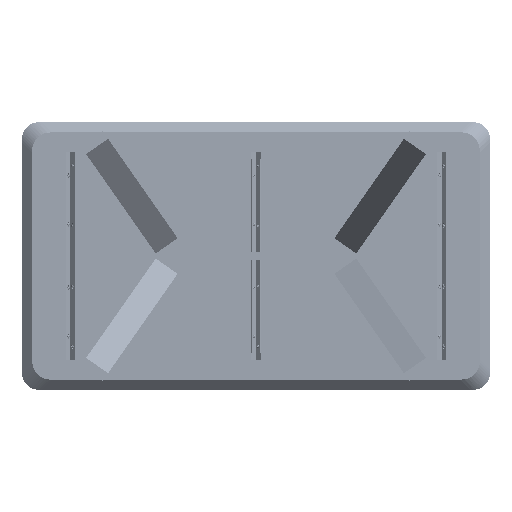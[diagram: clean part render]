
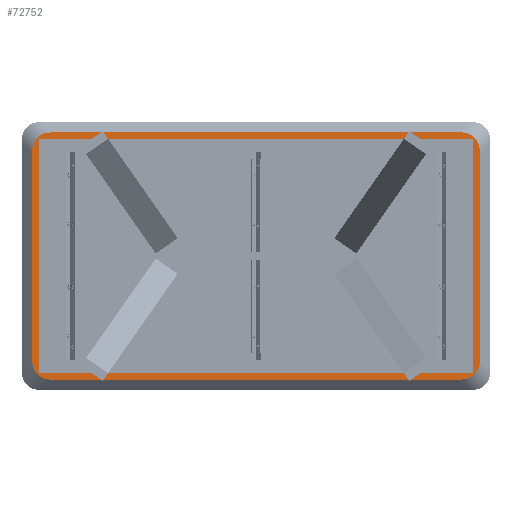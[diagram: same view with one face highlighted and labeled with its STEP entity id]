
A CAD part, front view. The second image highlights one B-rep face of the part: STEP entity #72752.
In plain terms, the highlighted planar face has unit normal (0, -1, 0).
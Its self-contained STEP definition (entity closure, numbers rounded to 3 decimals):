
#1128 = CARTESIAN_POINT ( 'NONE',  ( -656.371, 118.655, 208.151 ) ) ;
#1815 = EDGE_CURVE ( 'NONE', #63966, #17249, #14556, .T. ) ;
#2489 = VERTEX_POINT ( 'NONE', #66823 ) ;
#3150 = EDGE_CURVE ( 'NONE', #127912, #63966, #43544, .T. ) ;
#3211 = CARTESIAN_POINT ( 'NONE',  ( 13.629, 118.655, -471.391 ) ) ;
#3394 = ORIENTED_EDGE ( 'NONE', *, *, #35584, .T. ) ;
#6256 = CARTESIAN_POINT ( 'NONE',  ( -634.242, 118.655, -471.391 ) ) ;
#6882 = ORIENTED_EDGE ( 'NONE', *, *, #50320, .F. ) ;
#7905 = ORIENTED_EDGE ( 'NONE', *, *, #3150, .T. ) ;
#8994 = EDGE_CURVE ( 'NONE', #2489, #51888, #60321, .T. ) ;
#9413 = CARTESIAN_POINT ( 'NONE',  ( 683.629, 118.655, -449.262 ) ) ;
#10185 = ORIENTED_EDGE ( 'NONE', *, *, #129006, .F. ) ;
#10686 =( BOUNDED_CURVE ( )  B_SPLINE_CURVE ( 3, ( #15678, #66097, #6256, #25793 ),
 .UNSPECIFIED., .F., .T. ) 
 B_SPLINE_CURVE_WITH_KNOTS ( ( 4, 4 ),
 ( 2.618, 3.665 ),
 .UNSPECIFIED. ) 
 CURVE ( )  GEOMETRIC_REPRESENTATION_ITEM ( )  RATIONAL_B_SPLINE_CURVE ( ( 1., 0.911, 0.911, 1. ) ) 
 REPRESENTATION_ITEM ( '' )  );
#12468 = DIRECTION ( 'NONE',  ( 0., 0., 1. ) ) ;
#13047 = ORIENTED_EDGE ( 'NONE', *, *, #44867, .T. ) ;
#13401 = EDGE_CURVE ( 'NONE', #68702, #47572, #107337, .T. ) ;
#14058 = DIRECTION ( 'NONE',  ( 1., 0., 0. ) ) ;
#14556 =( BOUNDED_CURVE ( )  B_SPLINE_CURVE ( 3, ( #101492, #22013, #9413, #95216 ),
 .UNSPECIFIED., .F., .T. ) 
 B_SPLINE_CURVE_WITH_KNOTS ( ( 4, 4 ),
 ( 2.618, 3.665 ),
 .UNSPECIFIED. ) 
 CURVE ( )  GEOMETRIC_REPRESENTATION_ITEM ( )  RATIONAL_B_SPLINE_CURVE ( ( 1., 0.911, 0.911, 1. ) ) 
 REPRESENTATION_ITEM ( '' )  );
#15678 = CARTESIAN_POINT ( 'NONE',  ( -656.371, 118.655, -410.934 ) ) ;
#17086 = CARTESIAN_POINT ( 'NONE',  ( -636.371, 118.655, -451.391 ) ) ;
#17249 = VERTEX_POINT ( 'NONE', #106654 ) ;
#18139 = EDGE_CURVE ( 'NONE', #17249, #2489, #77266, .T. ) ;
#20874 = AXIS2_PLACEMENT_3D ( 'NONE', #95772, #75613, #12468 ) ;
#21214 = ORIENTED_EDGE ( 'NONE', *, *, #62284, .T. ) ;
#22013 = CARTESIAN_POINT ( 'NONE',  ( 661.499, 118.655, -471.391 ) ) ;
#22549 = FACE_BOUND ( 'NONE', #116178, .T. ) ;
#23467 = VECTOR ( 'NONE', #44866, 1000. ) ;
#24351 = VERTEX_POINT ( 'NONE', #53630 ) ;
#25227 = PLANE ( 'NONE',  #20874 ) ;
#25793 = CARTESIAN_POINT ( 'NONE',  ( -595.914, 118.655, -471.391 ) ) ;
#26192 = DIRECTION ( 'NONE',  ( 0., 0., 1. ) ) ;
#29868 = VERTEX_POINT ( 'NONE', #1128 ) ;
#33259 =( BOUNDED_CURVE ( )  B_SPLINE_CURVE ( 3, ( #68469, #46360, #100048, #87346 ),
 .UNSPECIFIED., .F., .F. ) 
 B_SPLINE_CURVE_WITH_KNOTS ( ( 4, 4 ),
 ( 5.76, 6.807 ),
 .UNSPECIFIED. ) 
 CURVE ( )  GEOMETRIC_REPRESENTATION_ITEM ( )  RATIONAL_B_SPLINE_CURVE ( ( 1., 0.911, 0.911, 1. ) ) 
 REPRESENTATION_ITEM ( '' )  );
#34351 = CARTESIAN_POINT ( 'NONE',  ( 623.171, 118.655, 268.609 ) ) ;
#35306 = DIRECTION ( 'NONE',  ( 0., 0., 1. ) ) ;
#35584 = EDGE_CURVE ( 'NONE', #120742, #127912, #10686, .T. ) ;
#36937 = CARTESIAN_POINT ( 'NONE',  ( 683.629, 118.655, -101.391 ) ) ;
#38269 = CARTESIAN_POINT ( 'NONE',  ( 663.629, 118.655, 248.609 ) ) ;
#41330 = VERTEX_POINT ( 'NONE', #52566 ) ;
#41950 = CARTESIAN_POINT ( 'NONE',  ( -656.371, 118.655, -501.391 ) ) ;
#43544 = LINE ( 'NONE', #3211, #99852 ) ;
#44355 = CARTESIAN_POINT ( 'NONE',  ( 623.171, 118.655, 268.609 ) ) ;
#44867 = EDGE_CURVE ( 'NONE', #29868, #120742, #111174, .T. ) ;
#44866 = DIRECTION ( 'NONE',  ( 0., 0., -1. ) ) ;
#46360 = CARTESIAN_POINT ( 'NONE',  ( -634.242, 118.655, 268.609 ) ) ;
#47572 = VERTEX_POINT ( 'NONE', #17086 ) ;
#48405 = EDGE_LOOP ( 'NONE', ( #13047, #3394, #7905, #58799, #113115, #73460, #21214, #128003 ) ) ;
#48418 = ORIENTED_EDGE ( 'NONE', *, *, #98244, .F. ) ;
#50320 = EDGE_CURVE ( 'NONE', #47572, #24351, #75234, .T. ) ;
#50694 = DIRECTION ( 'NONE',  ( 0., 0., -1. ) ) ;
#51888 = VERTEX_POINT ( 'NONE', #44355 ) ;
#52566 = CARTESIAN_POINT ( 'NONE',  ( -595.914, 118.655, 268.609 ) ) ;
#53630 = CARTESIAN_POINT ( 'NONE',  ( 663.629, 118.655, -451.391 ) ) ;
#54574 = CARTESIAN_POINT ( 'NONE',  ( 621.629, 118.655, 248.609 ) ) ;
#57963 = ORIENTED_EDGE ( 'NONE', *, *, #13401, .F. ) ;
#58799 = ORIENTED_EDGE ( 'NONE', *, *, #1815, .T. ) ;
#60321 =( BOUNDED_CURVE ( )  B_SPLINE_CURVE ( 3, ( #117007, #94832, #84748, #34351 ),
 .UNSPECIFIED., .F., .T. ) 
 B_SPLINE_CURVE_WITH_KNOTS ( ( 4, 4 ),
 ( 5.76, 6.807 ),
 .UNSPECIFIED. ) 
 CURVE ( )  GEOMETRIC_REPRESENTATION_ITEM ( )  RATIONAL_B_SPLINE_CURVE ( ( 1., 0.911, 0.911, 1. ) ) 
 REPRESENTATION_ITEM ( '' )  );
#62284 = EDGE_CURVE ( 'NONE', #51888, #41330, #90558, .T. ) ;
#63690 = DIRECTION ( 'NONE',  ( 1., 0., 0. ) ) ;
#63966 = VERTEX_POINT ( 'NONE', #127877 ) ;
#64981 = CARTESIAN_POINT ( 'NONE',  ( -636.371, 118.655, -451.391 ) ) ;
#66097 = CARTESIAN_POINT ( 'NONE',  ( -656.371, 118.655, -449.262 ) ) ;
#66631 = LINE ( 'NONE', #54574, #78906 ) ;
#66823 = CARTESIAN_POINT ( 'NONE',  ( 683.629, 118.655, 208.151 ) ) ;
#68469 = CARTESIAN_POINT ( 'NONE',  ( -595.914, 118.655, 268.609 ) ) ;
#68702 = VERTEX_POINT ( 'NONE', #122144 ) ;
#72752 = ADVANCED_FACE ( 'NONE', ( #22549, #85042 ), #25227, .F. ) ;
#73460 = ORIENTED_EDGE ( 'NONE', *, *, #8994, .T. ) ;
#75234 = LINE ( 'NONE', #116235, #90618 ) ;
#75613 = DIRECTION ( 'NONE',  ( 0., 1., 0. ) ) ;
#77266 = LINE ( 'NONE', #36937, #89196 ) ;
#78906 = VECTOR ( 'NONE', #95552, 1000. ) ;
#84748 = CARTESIAN_POINT ( 'NONE',  ( 661.499, 118.655, 268.609 ) ) ;
#85042 = FACE_OUTER_BOUND ( 'NONE', #48405, .T. ) ;
#87346 = CARTESIAN_POINT ( 'NONE',  ( -656.371, 118.655, 208.151 ) ) ;
#88570 = DIRECTION ( 'NONE',  ( -1., 0., 0. ) ) ;
#89196 = VECTOR ( 'NONE', #26192, 1000. ) ;
#90558 = LINE ( 'NONE', #99955, #104479 ) ;
#90618 = VECTOR ( 'NONE', #14058, 1000. ) ;
#94832 = CARTESIAN_POINT ( 'NONE',  ( 683.629, 118.655, 246.48 ) ) ;
#95216 = CARTESIAN_POINT ( 'NONE',  ( 683.629, 118.655, -410.934 ) ) ;
#95552 = DIRECTION ( 'NONE',  ( -1., 0., 0. ) ) ;
#95772 = CARTESIAN_POINT ( 'NONE',  ( 13.629, 118.655, -101.391 ) ) ;
#98244 = EDGE_CURVE ( 'NONE', #103578, #68702, #66631, .T. ) ;
#99852 = VECTOR ( 'NONE', #63690, 1000. ) ;
#99955 = CARTESIAN_POINT ( 'NONE',  ( -686.371, 118.655, 268.609 ) ) ;
#100048 = CARTESIAN_POINT ( 'NONE',  ( -656.371, 118.655, 246.48 ) ) ;
#100119 = VECTOR ( 'NONE', #50694, 1000. ) ;
#101492 = CARTESIAN_POINT ( 'NONE',  ( 623.171, 118.655, -471.391 ) ) ;
#103578 = VERTEX_POINT ( 'NONE', #38269 ) ;
#104479 = VECTOR ( 'NONE', #88570, 1000. ) ;
#106654 = CARTESIAN_POINT ( 'NONE',  ( 683.629, 118.655, -410.934 ) ) ;
#107200 = LINE ( 'NONE', #117312, #125969 ) ;
#107337 = LINE ( 'NONE', #64981, #23467 ) ;
#108529 = CARTESIAN_POINT ( 'NONE',  ( -656.371, 118.655, -410.934 ) ) ;
#111174 = LINE ( 'NONE', #41950, #100119 ) ;
#113115 = ORIENTED_EDGE ( 'NONE', *, *, #18139, .T. ) ;
#116178 = EDGE_LOOP ( 'NONE', ( #57963, #48418, #10185, #6882 ) ) ;
#116235 = CARTESIAN_POINT ( 'NONE',  ( 663.629, 118.655, -451.391 ) ) ;
#117007 = CARTESIAN_POINT ( 'NONE',  ( 683.629, 118.655, 208.151 ) ) ;
#117312 = CARTESIAN_POINT ( 'NONE',  ( 663.629, 118.655, -451.391 ) ) ;
#120742 = VERTEX_POINT ( 'NONE', #108529 ) ;
#122144 = CARTESIAN_POINT ( 'NONE',  ( -636.371, 118.655, 248.609 ) ) ;
#123962 = CARTESIAN_POINT ( 'NONE',  ( -595.914, 118.655, -471.391 ) ) ;
#125969 = VECTOR ( 'NONE', #35306, 1000. ) ;
#127877 = CARTESIAN_POINT ( 'NONE',  ( 623.171, 118.655, -471.391 ) ) ;
#127912 = VERTEX_POINT ( 'NONE', #123962 ) ;
#128003 = ORIENTED_EDGE ( 'NONE', *, *, #129937, .T. ) ;
#129006 = EDGE_CURVE ( 'NONE', #24351, #103578, #107200, .T. ) ;
#129937 = EDGE_CURVE ( 'NONE', #41330, #29868, #33259, .T. ) ;
